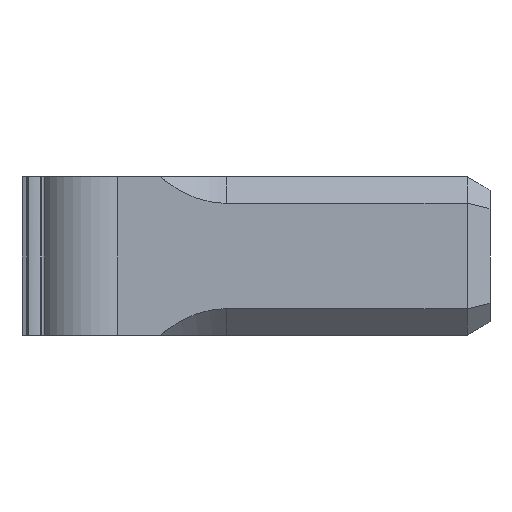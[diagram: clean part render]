
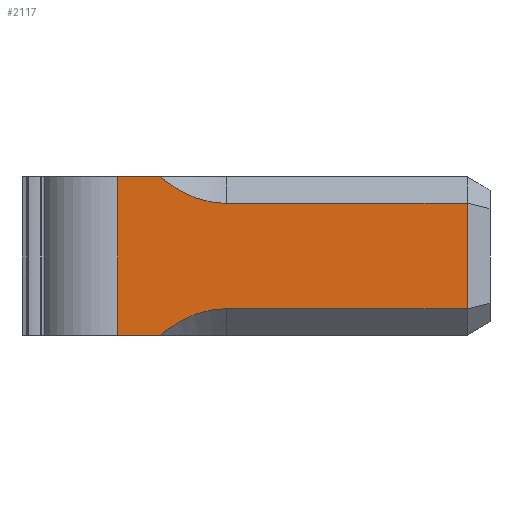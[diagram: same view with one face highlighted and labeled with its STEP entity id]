
A CAD part, front view. The second image highlights one B-rep face of the part: STEP entity #2117.
In plain terms, the highlighted planar face has unit normal (0, -1, 0).
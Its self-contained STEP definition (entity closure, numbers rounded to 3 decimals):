
#108 = CARTESIAN_POINT ( 'NONE',  ( 5.324, -4., 5.741 ) ) ;
#141 = ORIENTED_EDGE ( 'NONE', *, *, #446, .T. ) ;
#176 = CARTESIAN_POINT ( 'NONE',  ( 6.758, -4., 4.593 ) ) ;
#183 = CARTESIAN_POINT ( 'NONE',  ( 5., -4., 6. ) ) ;
#269 = EDGE_CURVE ( 'NONE', #1305, #980, #3149, .T. ) ;
#446 = EDGE_CURVE ( 'NONE', #896, #1547, #1756, .T. ) ;
#452 = CARTESIAN_POINT ( 'NONE',  ( 1.772, -4., 6. ) ) ;
#603 = EDGE_CURVE ( 'NONE', #1305, #3269, #4200, .T. ) ;
#615 = DIRECTION ( 'NONE',  ( 0., 0., 1. ) ) ;
#620 = EDGE_CURVE ( 'NONE', #1107, #1936, #4014, .T. ) ;
#661 = VECTOR ( 'NONE', #2865, 1000. ) ;
#663 = LINE ( 'NONE', #1395, #2813 ) ;
#696 = ORIENTED_EDGE ( 'NONE', *, *, #2718, .T. ) ;
#713 = DIRECTION ( 'NONE',  ( -1., 0., 0. ) ) ;
#802 = CARTESIAN_POINT ( 'NONE',  ( 0., -4., -6. ) ) ;
#811 = CARTESIAN_POINT ( 'NONE',  ( 5.324, -4., -5.741 ) ) ;
#896 = VERTEX_POINT ( 'NONE', #3779 ) ;
#938 = CARTESIAN_POINT ( 'NONE',  ( 28.268, -4., 4. ) ) ;
#980 = VERTEX_POINT ( 'NONE', #2956 ) ;
#1107 = VERTEX_POINT ( 'NONE', #2663 ) ;
#1116 = LINE ( 'NONE', #1139, #3175 ) ;
#1139 = CARTESIAN_POINT ( 'NONE',  ( 1.772, -4., 6. ) ) ;
#1206 = FACE_OUTER_BOUND ( 'NONE', #4007, .T. ) ;
#1258 = DIRECTION ( 'NONE',  ( -0.781, 0., 0.625 ) ) ;
#1273 = VERTEX_POINT ( 'NONE', #4116 ) ;
#1305 = VERTEX_POINT ( 'NONE', #108 ) ;
#1395 = CARTESIAN_POINT ( 'NONE',  ( 34., -4., 4. ) ) ;
#1424 = VECTOR ( 'NONE', #1258, 1000. ) ;
#1453 = CARTESIAN_POINT ( 'NONE',  ( 28.268, -4., 4. ) ) ;
#1460 = DIRECTION ( 'NONE',  ( 0., 0., -1. ) ) ;
#1475 = ORIENTED_EDGE ( 'NONE', *, *, #3103, .T. ) ;
#1507 = CARTESIAN_POINT ( 'NONE',  ( 1.951, -4., 8.439 ) ) ;
#1534 = CARTESIAN_POINT ( 'NONE',  ( 10., -4., -4. ) ) ;
#1547 = VERTEX_POINT ( 'NONE', #1534 ) ;
#1577 = VECTOR ( 'NONE', #615, 1000. ) ;
#1691 = DIRECTION ( 'NONE',  ( -1., 0., 0. ) ) ;
#1748 = LINE ( 'NONE', #802, #4315 ) ;
#1751 = ORIENTED_EDGE ( 'NONE', *, *, #2337, .T. ) ;
#1756 =( BOUNDED_CURVE ( )  B_SPLINE_CURVE ( 3, ( #811, #3993, #3190, #1823 ),
 .UNSPECIFIED., .F., .F. ) 
 B_SPLINE_CURVE_WITH_KNOTS ( ( 4, 4 ),
 ( 5.768, 6.283 ),
 .UNSPECIFIED. ) 
 CURVE ( )  GEOMETRIC_REPRESENTATION_ITEM ( )  RATIONAL_B_SPLINE_CURVE ( ( 1., 0.978, 0.978, 1. ) ) 
 REPRESENTATION_ITEM ( '' )  );
#1769 = CARTESIAN_POINT ( 'NONE',  ( 5., -4., -6. ) ) ;
#1816 = AXIS2_PLACEMENT_3D ( 'NONE', #4307, #1884, #2574 ) ;
#1823 = CARTESIAN_POINT ( 'NONE',  ( 10., -4., -4. ) ) ;
#1851 = CARTESIAN_POINT ( 'NONE',  ( 5.324, -4., 5.741 ) ) ;
#1884 = DIRECTION ( 'NONE',  ( 0., -1., 0. ) ) ;
#1906 = VERTEX_POINT ( 'NONE', #452 ) ;
#1924 = ORIENTED_EDGE ( 'NONE', *, *, #2623, .F. ) ;
#1936 = VERTEX_POINT ( 'NONE', #1453 ) ;
#2117 = ADVANCED_FACE ( 'NONE', ( #1206 ), #2934, .T. ) ;
#2201 = ORIENTED_EDGE ( 'NONE', *, *, #269, .F. ) ;
#2229 = CARTESIAN_POINT ( 'NONE',  ( 10., -4., 4. ) ) ;
#2252 = CARTESIAN_POINT ( 'NONE',  ( 8.352, -4., 4. ) ) ;
#2337 = EDGE_CURVE ( 'NONE', #1906, #1273, #1116, .T. ) ;
#2574 = DIRECTION ( 'NONE',  ( 0., 0., -1. ) ) ;
#2594 = VECTOR ( 'NONE', #3177, 1000. ) ;
#2623 = EDGE_CURVE ( 'NONE', #1107, #1547, #3771, .T. ) ;
#2663 = CARTESIAN_POINT ( 'NONE',  ( 28.268, -4., -4. ) ) ;
#2718 = EDGE_CURVE ( 'NONE', #1936, #980, #663, .T. ) ;
#2771 = LINE ( 'NONE', #3845, #661 ) ;
#2793 = LINE ( 'NONE', #3777, #2594 ) ;
#2813 = VECTOR ( 'NONE', #4114, 1000. ) ;
#2865 = DIRECTION ( 'NONE',  ( 0.781, 0., 0.625 ) ) ;
#2934 = PLANE ( 'NONE',  #1816 ) ;
#2956 = CARTESIAN_POINT ( 'NONE',  ( 10., -4., 4. ) ) ;
#2962 = ORIENTED_EDGE ( 'NONE', *, *, #3136, .T. ) ;
#3103 = EDGE_CURVE ( 'NONE', #3269, #1906, #2793, .T. ) ;
#3136 = EDGE_CURVE ( 'NONE', #4374, #896, #2771, .T. ) ;
#3149 =( BOUNDED_CURVE ( )  B_SPLINE_CURVE ( 3, ( #1851, #176, #2252, #2229 ),
 .UNSPECIFIED., .F., .T. ) 
 B_SPLINE_CURVE_WITH_KNOTS ( ( 4, 4 ),
 ( 5.768, 6.283 ),
 .UNSPECIFIED. ) 
 CURVE ( )  GEOMETRIC_REPRESENTATION_ITEM ( )  RATIONAL_B_SPLINE_CURVE ( ( 1., 0.978, 0.978, 1. ) ) 
 REPRESENTATION_ITEM ( '' )  );
#3175 = VECTOR ( 'NONE', #1460, 1000. ) ;
#3177 = DIRECTION ( 'NONE',  ( -1., 0., 0. ) ) ;
#3190 = CARTESIAN_POINT ( 'NONE',  ( 8.352, -4., -4. ) ) ;
#3269 = VERTEX_POINT ( 'NONE', #183 ) ;
#3396 = ORIENTED_EDGE ( 'NONE', *, *, #620, .T. ) ;
#3771 = LINE ( 'NONE', #4068, #4398 ) ;
#3777 = CARTESIAN_POINT ( 'NONE',  ( 0., -4., 6. ) ) ;
#3779 = CARTESIAN_POINT ( 'NONE',  ( 5.324, -4., -5.741 ) ) ;
#3845 = CARTESIAN_POINT ( 'NONE',  ( 7.805, -4., -3.756 ) ) ;
#3993 = CARTESIAN_POINT ( 'NONE',  ( 6.758, -4., -4.593 ) ) ;
#4007 = EDGE_LOOP ( 'NONE', ( #1924, #3396, #696, #2201, #4354, #1475, #1751, #4139, #2962, #141 ) ) ;
#4014 = LINE ( 'NONE', #938, #1577 ) ;
#4068 = CARTESIAN_POINT ( 'NONE',  ( 34., -4., -4. ) ) ;
#4114 = DIRECTION ( 'NONE',  ( -1., 0., 0. ) ) ;
#4116 = CARTESIAN_POINT ( 'NONE',  ( 1.772, -4., -6. ) ) ;
#4139 = ORIENTED_EDGE ( 'NONE', *, *, #4364, .F. ) ;
#4200 = LINE ( 'NONE', #1507, #1424 ) ;
#4307 = CARTESIAN_POINT ( 'NONE',  ( 0., -4., 6. ) ) ;
#4315 = VECTOR ( 'NONE', #713, 1000. ) ;
#4354 = ORIENTED_EDGE ( 'NONE', *, *, #603, .T. ) ;
#4364 = EDGE_CURVE ( 'NONE', #4374, #1273, #1748, .T. ) ;
#4374 = VERTEX_POINT ( 'NONE', #1769 ) ;
#4398 = VECTOR ( 'NONE', #1691, 1000. ) ;
